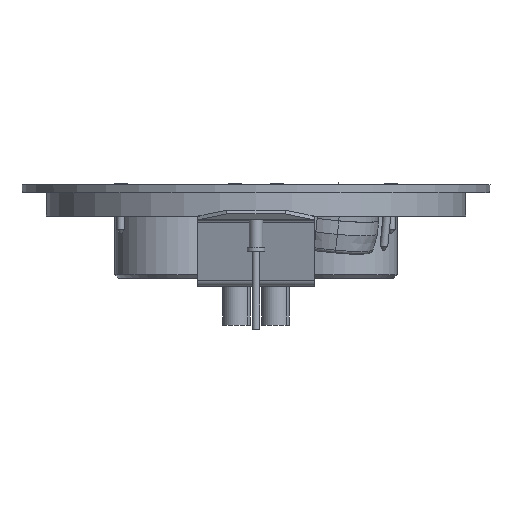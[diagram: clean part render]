
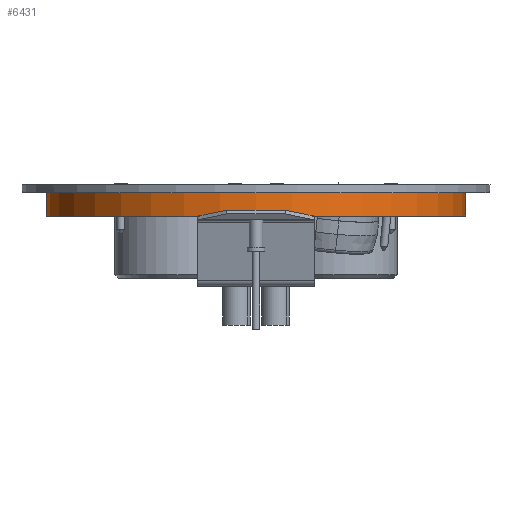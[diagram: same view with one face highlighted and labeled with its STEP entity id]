
A CAD part, front view. The second image highlights one B-rep face of the part: STEP entity #6431.
In plain terms, the highlighted cylindrical face has radius 107.5 mm (diameter 215 mm), a partial arc.
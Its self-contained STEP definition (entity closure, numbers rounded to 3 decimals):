
#310 = EDGE_CURVE ( 'NONE', #7220, #15245, #1223, .T. ) ;
#369 = DIRECTION ( 'NONE',  ( 0., 0., -1. ) ) ;
#1048 = CARTESIAN_POINT ( 'NONE',  ( 73.743, 53.314, 12. ) ) ;
#1223 = CIRCLE ( 'NONE', #7460, 107.5 ) ;
#1440 = AXIS2_PLACEMENT_3D ( 'NONE', #1048, #4913, #8807 ) ;
#2158 = EDGE_CURVE ( 'NONE', #2911, #7220, #8206, .T. ) ;
#2164 = CARTESIAN_POINT ( 'NONE',  ( -33.757, 53.314, 0. ) ) ;
#2311 = CARTESIAN_POINT ( 'NONE',  ( 181.243, 53.314, 12. ) ) ;
#2355 = EDGE_CURVE ( 'NONE', #2911, #8944, #8620, .T. ) ;
#2404 = DIRECTION ( 'NONE',  ( 0., 0., -1. ) ) ;
#2405 = LINE ( 'NONE', #2829, #12626 ) ;
#2829 = CARTESIAN_POINT ( 'NONE',  ( -33.757, 53.314, 12. ) ) ;
#2911 = VERTEX_POINT ( 'NONE', #2311 ) ;
#3346 = CARTESIAN_POINT ( 'NONE',  ( 181.243, 53.314, 12. ) ) ;
#3650 = CARTESIAN_POINT ( 'NONE',  ( 73.743, 53.314, 0. ) ) ;
#4913 = DIRECTION ( 'NONE',  ( 0., 0., -1. ) ) ;
#5044 = CARTESIAN_POINT ( 'NONE',  ( -33.757, 53.314, 12. ) ) ;
#5065 = ORIENTED_EDGE ( 'NONE', *, *, #8070, .T. ) ;
#5066 = ORIENTED_EDGE ( 'NONE', *, *, #310, .F. ) ;
#6064 = FACE_OUTER_BOUND ( 'NONE', #13563, .T. ) ;
#6133 = ORIENTED_EDGE ( 'NONE', *, *, #2355, .T. ) ;
#6431 = ADVANCED_FACE ( 'NONE', ( #6064 ), #8903, .T. ) ;
#7099 = CARTESIAN_POINT ( 'NONE',  ( 181.243, 53.314, 0. ) ) ;
#7195 = CARTESIAN_POINT ( 'NONE',  ( 73.743, 53.314, 12. ) ) ;
#7220 = VERTEX_POINT ( 'NONE', #7099 ) ;
#7249 = DIRECTION ( 'NONE',  ( 0., 0., -1. ) ) ;
#7460 = AXIS2_PLACEMENT_3D ( 'NONE', #3650, #2404, #15256 ) ;
#8070 = EDGE_CURVE ( 'NONE', #8944, #15245, #2405, .T. ) ;
#8206 = LINE ( 'NONE', #3346, #11194 ) ;
#8620 = CIRCLE ( 'NONE', #1440, 107.5 ) ;
#8807 = DIRECTION ( 'NONE',  ( -1., 0., 0. ) ) ;
#8903 = CYLINDRICAL_SURFACE ( 'NONE', #10446, 107.5 ) ;
#8944 = VERTEX_POINT ( 'NONE', #5044 ) ;
#10446 = AXIS2_PLACEMENT_3D ( 'NONE', #7195, #7249, #12384 ) ;
#11194 = VECTOR ( 'NONE', #15072, 1000. ) ;
#12384 = DIRECTION ( 'NONE',  ( -1., 0., 0. ) ) ;
#12533 = ORIENTED_EDGE ( 'NONE', *, *, #2158, .F. ) ;
#12626 = VECTOR ( 'NONE', #369, 1000. ) ;
#13563 = EDGE_LOOP ( 'NONE', ( #12533, #6133, #5065, #5066 ) ) ;
#15072 = DIRECTION ( 'NONE',  ( 0., 0., -1. ) ) ;
#15245 = VERTEX_POINT ( 'NONE', #2164 ) ;
#15256 = DIRECTION ( 'NONE',  ( 1., 0., 0. ) ) ;
